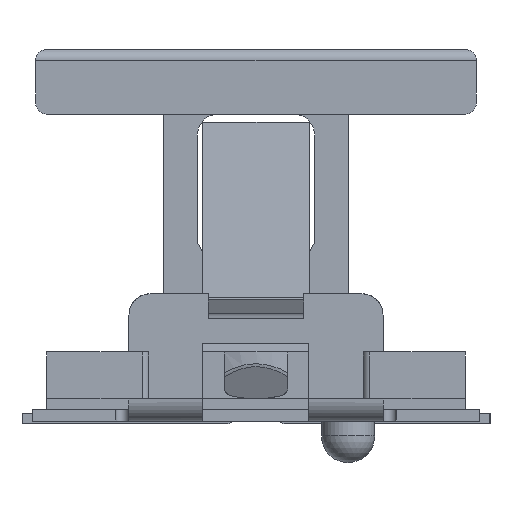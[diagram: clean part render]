
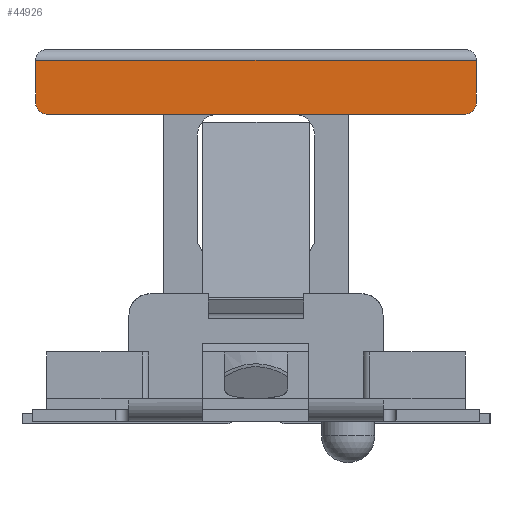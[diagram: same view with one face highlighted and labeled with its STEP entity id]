
A CAD part, left-side view. The second image highlights one B-rep face of the part: STEP entity #44926.
In plain terms, the highlighted planar face has unit normal (-1, 0, 0).
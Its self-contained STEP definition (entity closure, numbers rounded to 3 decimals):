
#16799=DIRECTION('',(0.,1.,0.));
#16800=VECTOR('',#16799,5.26);
#16801=CARTESIAN_POINT('',(-2.985,-2.63,3.482));
#16802=LINE('8922',#16801,#16800);
#16803=DIRECTION('',(0.,0.,-1.));
#16804=VECTOR('',#16803,0.512);
#16805=CARTESIAN_POINT('',(-2.985,-2.63,3.482));
#16806=LINE('8936',#16805,#16804);
#16807=CARTESIAN_POINT('',(-2.985,-2.5,2.97));
#16808=DIRECTION('',(-1.,0.,0.));
#16809=DIRECTION('',(0.,0.,-1.));
#16810=AXIS2_PLACEMENT_3D('',#16807,#16808,#16809);
#16812=DIRECTION('',(0.,1.,0.));
#16813=VECTOR('',#16812,5.);
#16814=CARTESIAN_POINT('',(-2.985,-2.5,2.84));
#16815=LINE('8937',#16814,#16813);
#16816=CARTESIAN_POINT('',(-2.985,2.5,2.97));
#16817=DIRECTION('',(-1.,0.,0.));
#16818=DIRECTION('',(0.,1.,0.));
#16819=AXIS2_PLACEMENT_3D('',#16816,#16817,#16818);
#16821=DIRECTION('',(0.,0.,1.));
#16822=VECTOR('',#16821,0.512);
#16823=CARTESIAN_POINT('',(-2.985,2.63,2.97));
#16824=LINE('8938',#16823,#16822);
#22181=CARTESIAN_POINT('',(-2.985,-2.63,3.482));
#22183=VERTEX_POINT('',#22181);
#22188=CARTESIAN_POINT('',(-2.985,2.63,3.482));
#22189=VERTEX_POINT('',#22188);
#22196=CARTESIAN_POINT('',(-2.985,-2.5,2.84));
#22197=CARTESIAN_POINT('',(-2.985,-2.63,2.97));
#22198=VERTEX_POINT('',#22196);
#22199=VERTEX_POINT('',#22197);
#22204=CARTESIAN_POINT('',(-2.985,2.63,2.97));
#22205=CARTESIAN_POINT('',(-2.985,2.5,2.84));
#22206=VERTEX_POINT('',#22204);
#22207=VERTEX_POINT('',#22205);
#44909=CARTESIAN_POINT('',(-2.985,0.,3.226));
#44910=DIRECTION('',(1.,0.,0.));
#44911=DIRECTION('',(0.,1.,0.));
#44912=AXIS2_PLACEMENT_3D('',#44909,#44910,#44911);
#44913=PLANE('4729',#44912);
#44915=ORIENTED_EDGE('8922',*,*,#44914,.F.);
#44917=ORIENTED_EDGE('8936',*,*,#44916,.T.);
#44918=ORIENTED_EDGE('8928',*,*,#44899,.F.);
#44919=ORIENTED_EDGE('8937',*,*,#44872,.T.);
#44921=ORIENTED_EDGE('8932',*,*,#44920,.F.);
#44923=ORIENTED_EDGE('8938',*,*,#44922,.T.);
#44924=EDGE_LOOP('4729',(#44915,#44917,#44918,#44919,#44921,#44923));
#44925=FACE_OUTER_BOUND('4729',#44924,.F.);
#44926=ADVANCED_FACE('4729',(#44925),#44913,.F.);
#16811=CIRCLE('8928',#16810,0.13);
#16820=CIRCLE('8932',#16819,0.13);
#44872=EDGE_CURVE('8937',#22198,#22207,#16815,.T.);
#44899=EDGE_CURVE('8928',#22198,#22199,#16811,.T.);
#44914=EDGE_CURVE('8922',#22183,#22189,#16802,.T.);
#44916=EDGE_CURVE('8936',#22183,#22199,#16806,.T.);
#44920=EDGE_CURVE('8932',#22206,#22207,#16820,.T.);
#44922=EDGE_CURVE('8938',#22206,#22189,#16824,.T.);
